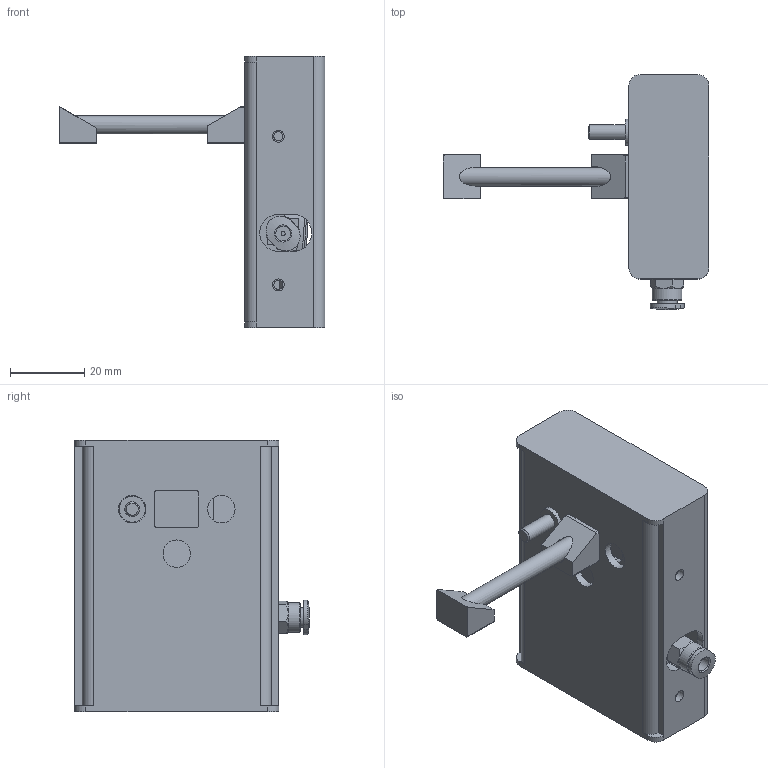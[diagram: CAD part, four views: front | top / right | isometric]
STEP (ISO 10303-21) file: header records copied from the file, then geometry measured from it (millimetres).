
FILE_DESCRIPTION(/* description */ ('Unknown'),/* implementation_level */ '2;1');
FILE_NAME(/* name */ 'A-0000205-Schlittenklemmung-dy',/* time_stamp */ '2020-05-25T09:51:00+02:00',/* author */ ('Unknown'),/* organization */ ('Unknown'),/* preprocessor_version */ 'ST-DEVELOPER v16.7',/* originating_system */ 'Solid Edge',/* authorisation */ 'Unknown');
FILE_SCHEMA (('AUTOMOTIVE_DESIGN {1 0 10303 214 3 1 1}'));
Length unit declared in the file: millimetre
Products named in the file (1): A-0000205-Schlittenklemmung-dy
Bounding box: 71.5 x 63.2 x 73 mm (x, y, z)
Volume: 52270.4 mm3; surface area: 36311.6 mm2
Topology: 9 solids, 9 shells, 331 faces, 837 edges, 545 vertices
Faces by surface type: plane 183, cylinder 95, cone 51, torus 2
Full cylindrical faces by diameter (mm): 1.1 x1, 2 x1, 2.459 x6, 3.2 x4, 4 x6, 4.1 x4, 4.134 x4, 5 x3, 5.2 x8, 5.4 x1, 5.5 x6, 5.65 x1, 7 x1, 7.4 x3, 8 x1, 15 x1, 38 x1
Entity records: 11568 total; most frequent: CARTESIAN_POINT 1808, DIRECTION 1579, ORIENTED_EDGE 1462, EDGE_CURVE 731, AXIS2_PLACEMENT_3D 580, VERTEX_POINT 521, EDGE_LOOP 490, FACE_BOUND 490
